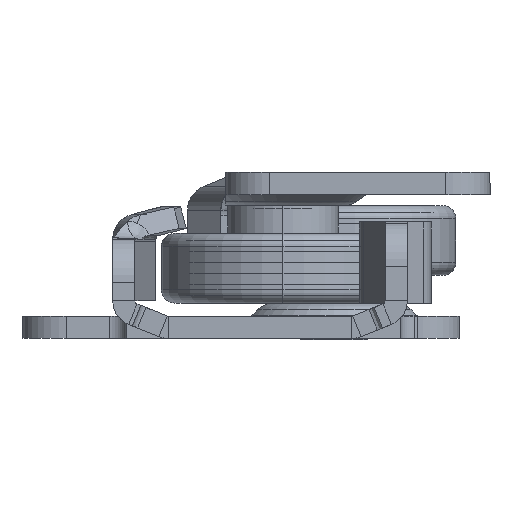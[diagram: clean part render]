
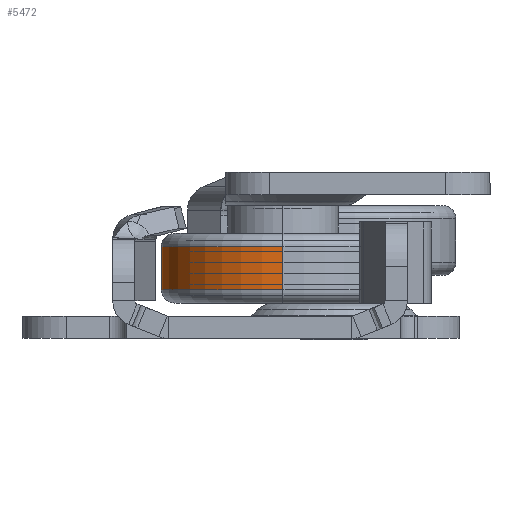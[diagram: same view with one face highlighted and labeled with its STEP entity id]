
A CAD part, left-side view. The second image highlights one B-rep face of the part: STEP entity #5472.
In plain terms, the highlighted cylindrical face has radius 11 mm (diameter 22 mm), a partial arc.
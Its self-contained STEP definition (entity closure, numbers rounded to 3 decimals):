
#203 = VECTOR ( 'NONE', #1873, 1000. ) ;
#207 = DIRECTION ( 'NONE',  ( 0., 0., 1. ) ) ;
#541 = CARTESIAN_POINT ( 'NONE',  ( 0., 0., 11. ) ) ;
#1873 = DIRECTION ( 'NONE',  ( -1., 0., 0. ) ) ;
#1954 = CARTESIAN_POINT ( 'NONE',  ( 5.1, 0., 0. ) ) ;
#2496 = CARTESIAN_POINT ( 'NONE',  ( 1.2, 0., 11. ) ) ;
#3051 = DIRECTION ( 'NONE',  ( -1., 0., 0. ) ) ;
#3546 = AXIS2_PLACEMENT_3D ( 'NONE', #11929, #3051, #19232 ) ;
#3622 = ORIENTED_EDGE ( 'NONE', *, *, #9373, .T. ) ;
#3713 = CARTESIAN_POINT ( 'NONE',  ( 1.2, 0., -11. ) ) ;
#4324 = AXIS2_PLACEMENT_3D ( 'NONE', #8461, #10519, #20818 ) ;
#5017 = CIRCLE ( 'NONE', #14976, 11. ) ;
#5311 = ORIENTED_EDGE ( 'NONE', *, *, #7377, .F. ) ;
#5472 = ADVANCED_FACE ( 'NONE', ( #10322 ), #9970, .T. ) ;
#6302 = CARTESIAN_POINT ( 'NONE',  ( 5.1, 0., -11. ) ) ;
#6521 = CIRCLE ( 'NONE', #4324, 11. ) ;
#6903 = EDGE_CURVE ( 'NONE', #22092, #14147, #5017, .T. ) ;
#7182 = CARTESIAN_POINT ( 'NONE',  ( 0., 0., -11. ) ) ;
#7377 = EDGE_CURVE ( 'NONE', #22092, #11413, #17701, .T. ) ;
#8315 = EDGE_CURVE ( 'NONE', #11413, #10775, #6521, .T. ) ;
#8461 = CARTESIAN_POINT ( 'NONE',  ( 1.2, 0., 0. ) ) ;
#9373 = EDGE_CURVE ( 'NONE', #14147, #10775, #19850, .T. ) ;
#9970 = CYLINDRICAL_SURFACE ( 'NONE', #3546, 11. ) ;
#10322 = FACE_OUTER_BOUND ( 'NONE', #13766, .T. ) ;
#10519 = DIRECTION ( 'NONE',  ( -1., 0., 0. ) ) ;
#10775 = VERTEX_POINT ( 'NONE', #2496 ) ;
#11413 = VERTEX_POINT ( 'NONE', #3713 ) ;
#11929 = CARTESIAN_POINT ( 'NONE',  ( 0., 0., 0. ) ) ;
#13766 = EDGE_LOOP ( 'NONE', ( #5311, #20539, #3622, #16139 ) ) ;
#14147 = VERTEX_POINT ( 'NONE', #17015 ) ;
#14976 = AXIS2_PLACEMENT_3D ( 'NONE', #1954, #19741, #207 ) ;
#16139 = ORIENTED_EDGE ( 'NONE', *, *, #8315, .F. ) ;
#16605 = DIRECTION ( 'NONE',  ( -1., 0., 0. ) ) ;
#17015 = CARTESIAN_POINT ( 'NONE',  ( 5.1, 0., 11. ) ) ;
#17701 = LINE ( 'NONE', #7182, #203 ) ;
#19232 = DIRECTION ( 'NONE',  ( 0., 0., 1. ) ) ;
#19741 = DIRECTION ( 'NONE',  ( -1., 0., 0. ) ) ;
#19850 = LINE ( 'NONE', #541, #21918 ) ;
#20539 = ORIENTED_EDGE ( 'NONE', *, *, #6903, .T. ) ;
#20818 = DIRECTION ( 'NONE',  ( 0., 0., 1. ) ) ;
#21918 = VECTOR ( 'NONE', #16605, 1000. ) ;
#22092 = VERTEX_POINT ( 'NONE', #6302 ) ;
